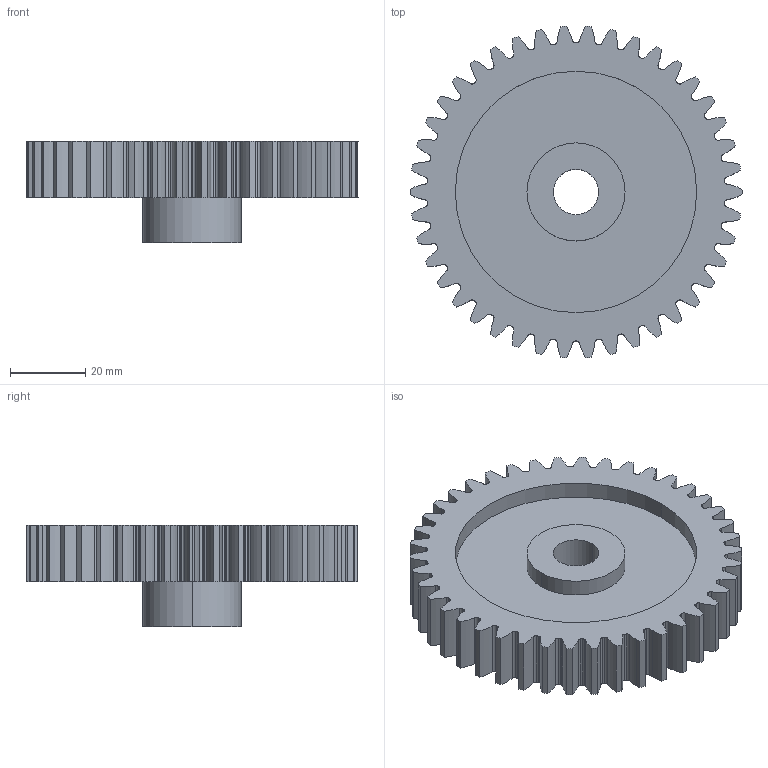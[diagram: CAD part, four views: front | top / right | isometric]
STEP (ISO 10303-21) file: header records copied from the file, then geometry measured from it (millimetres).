
FILE_DESCRIPTION (( 'STEP AP214' ), '1' );
FILE_NAME ('119-020-042.step', '2010-07-19T16:06:28', ( 'WMH Herion Antriebstechnik GmbH' ), ( 'WMH Herion Antriebstechnik GmbH' ), 'SwSTEP 2.0', 'SolidWorks 2010', '' );
FILE_SCHEMA (( 'AUTOMOTIVE_DESIGN' ));
Length unit declared in the file: millimetre
Products named in the file (1): 119-020-042
Bounding box: 88 x 87.85 x 27 mm (x, y, z)
Volume: 61714 mm3; surface area: 23101.3 mm2
Topology: 1 solids, 1 shells, 291 faces, 855 edges, 570 vertices
Faces by surface type: cylinder 285, plane 6
Entity records: 10077 total; most frequent: DIRECTION 2009, CARTESIAN_POINT 1717, ORIENTED_EDGE 1710, AXIS2_PLACEMENT_3D 862, EDGE_CURVE 855, VERTEX_POINT 570, CIRCLE 570, EDGE_LOOP 297
